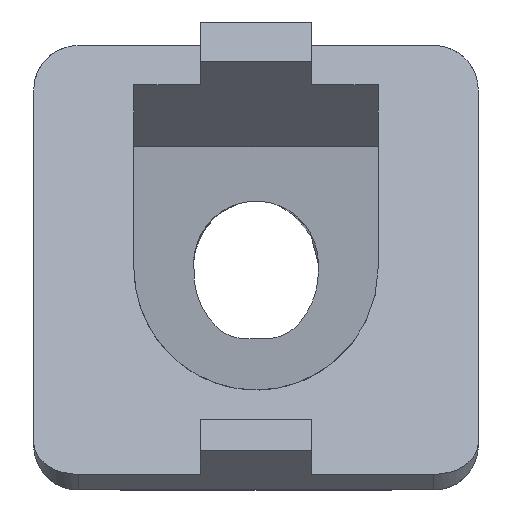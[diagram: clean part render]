
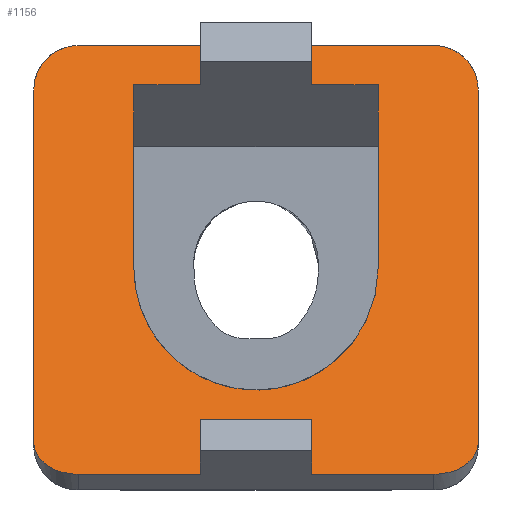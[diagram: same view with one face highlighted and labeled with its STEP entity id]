
A CAD part, front view. The second image highlights one B-rep face of the part: STEP entity #1156.
In plain terms, the highlighted planar face has unit normal (0, -0.707, 0.707).
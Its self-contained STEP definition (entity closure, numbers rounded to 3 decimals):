
#27=ELLIPSE('',#1249,2.828,2.);
#28=ELLIPSE('',#1250,7.778,5.5);
#29=ELLIPSE('',#1251,2.828,2.);
#53=PLANE('',#1248);
#100=FACE_OUTER_BOUND('',#166,.T.);
#166=EDGE_LOOP('',(#826,#827,#828,#829,#830,#831,#832,#833,#834,#835,#836,
#837,#838,#839,#840,#841,#842,#843,#844,#845));
#237=CIRCLE('',#1252,2.);
#238=CIRCLE('',#1253,2.);
#259=LINE('',#3022,#391);
#260=LINE('',#3026,#392);
#261=LINE('',#3028,#393);
#262=LINE('',#3030,#394);
#263=LINE('',#3032,#395);
#264=LINE('',#3036,#396);
#265=LINE('',#3038,#397);
#266=LINE('',#3040,#398);
#267=LINE('',#3042,#399);
#268=LINE('',#3046,#400);
#269=LINE('',#3050,#401);
#270=LINE('',#3052,#402);
#271=LINE('',#3054,#403);
#272=LINE('',#3056,#404);
#273=LINE('',#3058,#405);
#391=VECTOR('',#1381,1000.);
#392=VECTOR('',#1384,1000.);
#393=VECTOR('',#1385,1000.);
#394=VECTOR('',#1386,1000.);
#395=VECTOR('',#1387,1000.);
#396=VECTOR('',#1390,1000.);
#397=VECTOR('',#1391,1000.);
#398=VECTOR('',#1392,1000.);
#399=VECTOR('',#1393,1000.);
#400=VECTOR('',#1396,1000.);
#401=VECTOR('',#1399,1000.);
#402=VECTOR('',#1400,1000.);
#403=VECTOR('',#1401,1000.);
#404=VECTOR('',#1402,1000.);
#405=VECTOR('',#1403,1000.);
#525=VERTEX_POINT('',#3020);
#526=VERTEX_POINT('',#3021);
#527=VERTEX_POINT('',#3023);
#528=VERTEX_POINT('',#3025);
#529=VERTEX_POINT('',#3027);
#530=VERTEX_POINT('',#3029);
#531=VERTEX_POINT('',#3031);
#532=VERTEX_POINT('',#3033);
#533=VERTEX_POINT('',#3035);
#534=VERTEX_POINT('',#3037);
#535=VERTEX_POINT('',#3039);
#536=VERTEX_POINT('',#3041);
#537=VERTEX_POINT('',#3043);
#538=VERTEX_POINT('',#3045);
#539=VERTEX_POINT('',#3047);
#540=VERTEX_POINT('',#3049);
#541=VERTEX_POINT('',#3051);
#542=VERTEX_POINT('',#3053);
#543=VERTEX_POINT('',#3055);
#544=VERTEX_POINT('',#3057);
#642=EDGE_CURVE('',#525,#526,#259,.T.);
#643=EDGE_CURVE('',#525,#527,#27,.F.);
#644=EDGE_CURVE('',#527,#528,#260,.T.);
#645=EDGE_CURVE('',#529,#528,#261,.T.);
#646=EDGE_CURVE('',#530,#529,#262,.T.);
#647=EDGE_CURVE('',#530,#531,#263,.T.);
#648=EDGE_CURVE('',#531,#532,#28,.T.);
#649=EDGE_CURVE('',#532,#533,#264,.T.);
#650=EDGE_CURVE('',#534,#533,#265,.T.);
#651=EDGE_CURVE('',#534,#535,#266,.T.);
#652=EDGE_CURVE('',#535,#536,#267,.T.);
#653=EDGE_CURVE('',#536,#537,#29,.F.);
#654=EDGE_CURVE('',#537,#538,#268,.T.);
#655=EDGE_CURVE('',#538,#539,#237,.F.);
#656=EDGE_CURVE('',#540,#539,#269,.T.);
#657=EDGE_CURVE('',#540,#541,#270,.T.);
#658=EDGE_CURVE('',#542,#541,#271,.T.);
#659=EDGE_CURVE('',#543,#542,#272,.T.);
#660=EDGE_CURVE('',#544,#543,#273,.T.);
#661=EDGE_CURVE('',#544,#526,#238,.F.);
#826=ORIENTED_EDGE('',*,*,#642,.F.);
#827=ORIENTED_EDGE('',*,*,#643,.T.);
#828=ORIENTED_EDGE('',*,*,#644,.T.);
#829=ORIENTED_EDGE('',*,*,#645,.F.);
#830=ORIENTED_EDGE('',*,*,#646,.F.);
#831=ORIENTED_EDGE('',*,*,#647,.T.);
#832=ORIENTED_EDGE('',*,*,#648,.T.);
#833=ORIENTED_EDGE('',*,*,#649,.T.);
#834=ORIENTED_EDGE('',*,*,#650,.F.);
#835=ORIENTED_EDGE('',*,*,#651,.T.);
#836=ORIENTED_EDGE('',*,*,#652,.T.);
#837=ORIENTED_EDGE('',*,*,#653,.T.);
#838=ORIENTED_EDGE('',*,*,#654,.T.);
#839=ORIENTED_EDGE('',*,*,#655,.T.);
#840=ORIENTED_EDGE('',*,*,#656,.F.);
#841=ORIENTED_EDGE('',*,*,#657,.T.);
#842=ORIENTED_EDGE('',*,*,#658,.F.);
#843=ORIENTED_EDGE('',*,*,#659,.F.);
#844=ORIENTED_EDGE('',*,*,#660,.F.);
#845=ORIENTED_EDGE('',*,*,#661,.T.);
#1156=ADVANCED_FACE('',(#100),#53,.F.);
#1248=AXIS2_PLACEMENT_3D('',#3019,#1379,#1380);
#1249=AXIS2_PLACEMENT_3D('',#3024,#1382,#1383);
#1250=AXIS2_PLACEMENT_3D('',#3034,#1388,#1389);
#1251=AXIS2_PLACEMENT_3D('',#3044,#1394,#1395);
#1252=AXIS2_PLACEMENT_3D('',#3048,#1397,#1398);
#1253=AXIS2_PLACEMENT_3D('',#3059,#1404,#1405);
#1379=DIRECTION('center_axis',(0.,0.707,-0.707));
#1380=DIRECTION('ref_axis',(0.,0.707,0.707));
#1381=DIRECTION('',(0.,-0.707,-0.707));
#1382=DIRECTION('center_axis',(0.,0.707,-0.707));
#1383=DIRECTION('ref_axis',(0.,0.707,0.707));
#1384=DIRECTION('',(-1.,0.,0.));
#1385=DIRECTION('',(0.,0.707,0.707));
#1386=DIRECTION('',(-1.,0.,0.));
#1387=DIRECTION('',(0.,-0.707,-0.707));
#1388=DIRECTION('center_axis',(0.,0.707,-0.707));
#1389=DIRECTION('ref_axis',(0.,0.707,0.707));
#1390=DIRECTION('',(0.,0.707,0.707));
#1391=DIRECTION('',(-1.,0.,0.));
#1392=DIRECTION('',(0.,0.707,0.707));
#1393=DIRECTION('',(-1.,0.,0.));
#1394=DIRECTION('center_axis',(0.,0.707,-0.707));
#1395=DIRECTION('ref_axis',(0.,-0.707,-0.707));
#1396=DIRECTION('',(0.,-0.707,-0.707));
#1397=DIRECTION('center_axis',(0.,0.707,-0.707));
#1398=DIRECTION('ref_axis',(0.,0.707,0.707));
#1399=DIRECTION('',(-1.,0.,0.));
#1400=DIRECTION('',(0.,0.707,0.707));
#1401=DIRECTION('',(-1.,0.,0.));
#1402=DIRECTION('',(0.,0.707,0.707));
#1403=DIRECTION('',(-1.,0.,0.));
#1404=DIRECTION('center_axis',(0.,0.707,-0.707));
#1405=DIRECTION('ref_axis',(0.,0.707,0.707));
#3019=CARTESIAN_POINT('Origin',(10.,-5.006,9.999));
#3020=CARTESIAN_POINT('',(10.,-7.006,7.999));
#3021=CARTESIAN_POINT('',(10.,-22.882,-7.877));
#3022=CARTESIAN_POINT('',(10.,-5.006,9.999));
#3023=CARTESIAN_POINT('',(8.,-5.006,9.999));
#3024=CARTESIAN_POINT('Origin',(8.,-7.006,7.999));
#3025=CARTESIAN_POINT('',(2.5,-5.006,9.999));
#3026=CARTESIAN_POINT('',(10.,-5.006,9.999));
#3027=CARTESIAN_POINT('',(2.5,-6.774,8.231));
#3028=CARTESIAN_POINT('',(2.5,-6.774,8.231));
#3029=CARTESIAN_POINT('',(5.5,-6.774,8.231));
#3030=CARTESIAN_POINT('',(5.5,-6.774,8.231));
#3031=CARTESIAN_POINT('',(5.5,-15.006,-0.002));
#3032=CARTESIAN_POINT('',(5.5,-5.006,9.999));
#3033=CARTESIAN_POINT('',(-5.5,-15.006,-0.002));
#3034=CARTESIAN_POINT('Origin',(0.,-15.006,-0.002));
#3035=CARTESIAN_POINT('',(-5.5,-6.774,8.231));
#3036=CARTESIAN_POINT('',(-5.5,-5.006,9.999));
#3037=CARTESIAN_POINT('',(-2.5,-6.774,8.231));
#3038=CARTESIAN_POINT('',(5.5,-6.774,8.231));
#3039=CARTESIAN_POINT('',(-2.5,-5.006,9.999));
#3040=CARTESIAN_POINT('',(-2.5,-6.774,8.231));
#3041=CARTESIAN_POINT('',(-8.,-5.006,9.999));
#3042=CARTESIAN_POINT('',(10.,-5.006,9.999));
#3043=CARTESIAN_POINT('',(-10.,-7.006,7.999));
#3044=CARTESIAN_POINT('Origin',(-8.,-7.006,7.999));
#3045=CARTESIAN_POINT('',(-10.,-22.882,-7.877));
#3046=CARTESIAN_POINT('',(-10.,-5.006,9.999));
#3047=CARTESIAN_POINT('',(-8.,-24.296,-9.291));
#3048=CARTESIAN_POINT('Origin',(-8.,-22.882,-7.877));
#3049=CARTESIAN_POINT('',(-2.5,-24.296,-9.291));
#3050=CARTESIAN_POINT('',(10.,-24.296,-9.291));
#3051=CARTESIAN_POINT('',(-2.5,-22.882,-7.877));
#3052=CARTESIAN_POINT('',(-2.5,-24.296,-9.291));
#3053=CARTESIAN_POINT('',(2.5,-22.882,-7.877));
#3054=CARTESIAN_POINT('',(2.5,-22.882,-7.877));
#3055=CARTESIAN_POINT('',(2.5,-24.296,-9.291));
#3056=CARTESIAN_POINT('',(2.5,-24.296,-9.291));
#3057=CARTESIAN_POINT('',(8.,-24.296,-9.291));
#3058=CARTESIAN_POINT('',(10.,-24.296,-9.291));
#3059=CARTESIAN_POINT('Origin',(8.,-22.882,-7.877));
